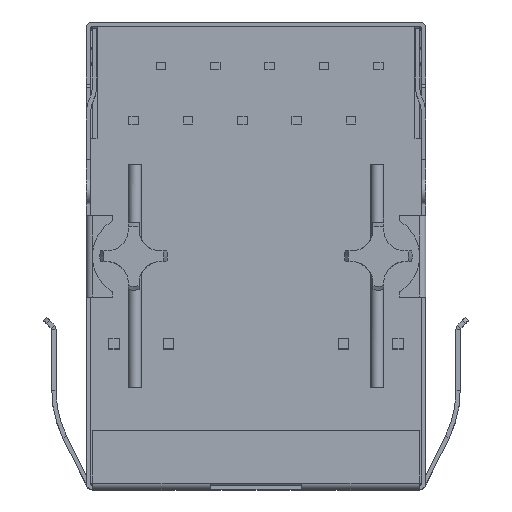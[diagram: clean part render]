
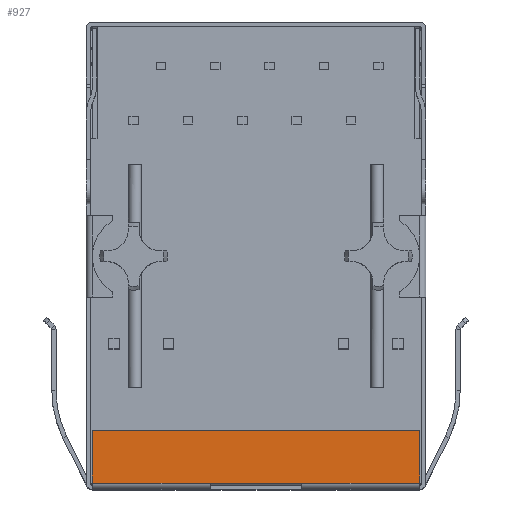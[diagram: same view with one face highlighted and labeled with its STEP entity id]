
A CAD part, top view. The second image highlights one B-rep face of the part: STEP entity #927.
In plain terms, the highlighted planar face has unit normal (0, 0, 1).
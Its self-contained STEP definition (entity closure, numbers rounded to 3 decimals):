
#927 = ADVANCED_FACE( '', ( #2545 ), #2546, .F. );
#2545 = FACE_OUTER_BOUND( '', #4935, .T. );
#2546 = PLANE( '', #4936 );
#4935 = EDGE_LOOP( '', ( #8069, #8070, #8071, #8072, #8073, #8074 ) );
#4936 = AXIS2_PLACEMENT_3D( '', #8075, #8076, #8077 );
#8069 = ORIENTED_EDGE( '', *, *, #14888, .T. );
#8070 = ORIENTED_EDGE( '', *, *, #14889, .F. );
#8071 = ORIENTED_EDGE( '', *, *, #14890, .F. );
#8072 = ORIENTED_EDGE( '', *, *, #14891, .T. );
#8073 = ORIENTED_EDGE( '', *, *, #14892, .F. );
#8074 = ORIENTED_EDGE( '', *, *, #14893, .T. );
#8075 = CARTESIAN_POINT( '', ( -7.64, -10.59, 7.125 ) );
#8076 = DIRECTION( '', ( 0., 0., -1. ) );
#8077 = DIRECTION( '', ( 0., 1., 0. ) );
#14888 = EDGE_CURVE( '', #17816, #17817, #17818, .T. );
#14889 = EDGE_CURVE( '', #17819, #17817, #17820, .T. );
#14890 = EDGE_CURVE( '', #17821, #17819, #17822, .T. );
#14891 = EDGE_CURVE( '', #17821, #17823, #17824, .T. );
#14892 = EDGE_CURVE( '', #17752, #17823, #17825, .T. );
#14893 = EDGE_CURVE( '', #17752, #17816, #17826, .T. );
#17752 = VERTEX_POINT( '', #21895 );
#17816 = VERTEX_POINT( '', #22001 );
#17817 = VERTEX_POINT( '', #22002 );
#17818 = LINE( '', #22003, #22004 );
#17819 = VERTEX_POINT( '', #22005 );
#17820 = LINE( '', #22006, #22007 );
#17821 = VERTEX_POINT( '', #22008 );
#17822 = LINE( '', #22009, #22010 );
#17823 = VERTEX_POINT( '', #22011 );
#17824 = LINE( '', #22012, #22013 );
#17825 = LINE( '', #22014, #22015 );
#17826 = LINE( '', #22016, #22017 );
#21895 = CARTESIAN_POINT( '', ( 2.13, -10.59, 7.125 ) );
#22001 = CARTESIAN_POINT( '', ( 7.64, -10.59, 7.125 ) );
#22002 = CARTESIAN_POINT( '', ( 7.64, -8.14, 7.125 ) );
#22003 = CARTESIAN_POINT( '', ( 7.64, -10.59, 7.125 ) );
#22004 = VECTOR( '', #27906, 1000. );
#22005 = CARTESIAN_POINT( '', ( -7.64, -8.14, 7.125 ) );
#22006 = CARTESIAN_POINT( '', ( -7.64, -8.14, 7.125 ) );
#22007 = VECTOR( '', #27907, 1000. );
#22008 = CARTESIAN_POINT( '', ( -7.64, -10.59, 7.125 ) );
#22009 = CARTESIAN_POINT( '', ( -7.64, -10.59, 7.125 ) );
#22010 = VECTOR( '', #27908, 1000. );
#22011 = CARTESIAN_POINT( '', ( -2.13, -10.59, 7.125 ) );
#22012 = CARTESIAN_POINT( '', ( -7.64, -10.59, 7.125 ) );
#22013 = VECTOR( '', #27909, 1000. );
#22014 = CARTESIAN_POINT( '', ( 2.13, -10.59, 7.125 ) );
#22015 = VECTOR( '', #27910, 1000. );
#22016 = CARTESIAN_POINT( '', ( -7.64, -10.59, 7.125 ) );
#22017 = VECTOR( '', #27911, 1000. );
#27906 = DIRECTION( '', ( 0., 1., 0. ) );
#27907 = DIRECTION( '', ( 1., 0., 0. ) );
#27908 = DIRECTION( '', ( 0., 1., 0. ) );
#27909 = DIRECTION( '', ( 1., 0., 0. ) );
#27910 = DIRECTION( '', ( -1., 0., 0. ) );
#27911 = DIRECTION( '', ( 1., 0., 0. ) );
